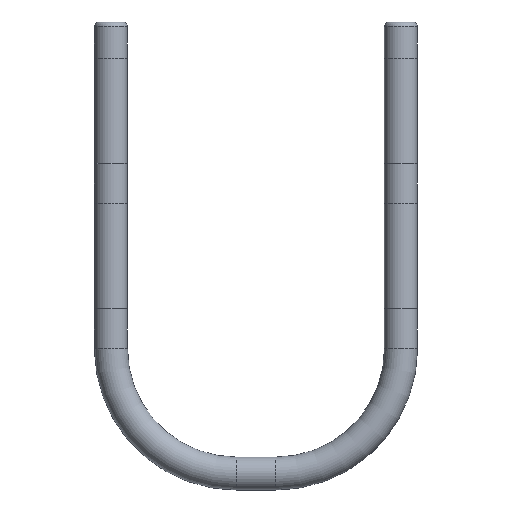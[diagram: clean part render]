
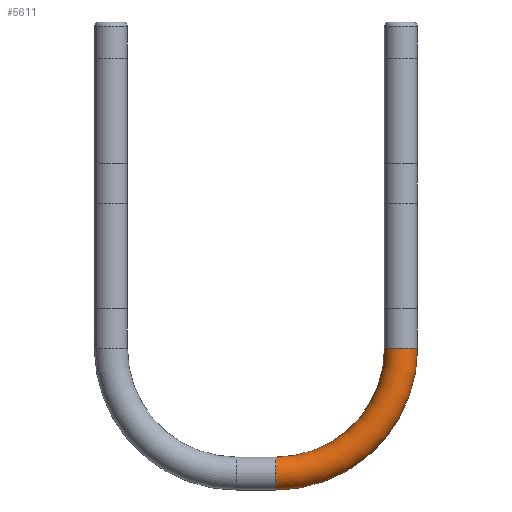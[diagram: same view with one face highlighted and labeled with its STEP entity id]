
A CAD part, top view. The second image highlights one B-rep face of the part: STEP entity #5611.
In plain terms, the highlighted toroidal (fillet/blend) face has major radius 94.8 mm and minor radius 12.5 mm.
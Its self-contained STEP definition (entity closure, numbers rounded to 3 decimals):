
#132=TOROIDAL_SURFACE('',#41764,94.8,12.5);
#1920=FACE_OUTER_BOUND('',#11417,.T.);
#5611=ADVANCED_FACE('',(#1920),#132,.T.);
#8290=CIRCLE('',#41758,12.5);
#8291=CIRCLE('',#41760,12.5);
#8292=CIRCLE('',#41762,82.3);
#8293=CIRCLE('',#41763,107.3);
#11417=EDGE_LOOP('',(#17920,#17921,#17922,#17923));
#17920=ORIENTED_EDGE('',*,*,#30654,.F.);
#17921=ORIENTED_EDGE('',*,*,#30656,.T.);
#17922=ORIENTED_EDGE('',*,*,#30652,.T.);
#17923=ORIENTED_EDGE('',*,*,#30657,.T.);
#26006=VERTEX_POINT('',#67242);
#26007=VERTEX_POINT('',#67244);
#26008=VERTEX_POINT('',#67248);
#26009=VERTEX_POINT('',#67250);
#30652=EDGE_CURVE('',#26006,#26007,#8290,.T.);
#30654=EDGE_CURVE('',#26008,#26009,#8291,.T.);
#30656=EDGE_CURVE('',#26008,#26006,#8292,.T.);
#30657=EDGE_CURVE('',#26007,#26009,#8293,.T.);
#41758=AXIS2_PLACEMENT_3D('',#67245,#49592,#49593);
#41760=AXIS2_PLACEMENT_3D('',#67249,#49597,#49598);
#41762=AXIS2_PLACEMENT_3D('',#67253,#49602,#49603);
#41763=AXIS2_PLACEMENT_3D('',#67254,#49604,#49605);
#41764=AXIS2_PLACEMENT_3D('',#67255,#49606,#49607);
#49592=DIRECTION('',(1.,0.,0.));
#49593=DIRECTION('',(0.,1.,0.));
#49597=DIRECTION('',(0.,1.,0.));
#49598=DIRECTION('',(-1.,0.,0.));
#49602=DIRECTION('',(0.,0.,-1.));
#49603=DIRECTION('',(0.,1.,0.));
#49604=DIRECTION('',(0.,0.,1.));
#49605=DIRECTION('',(0.,1.,0.));
#49606=DIRECTION('',(0.,0.,-1.));
#49607=DIRECTION('',(0.,1.,0.));
#67242=CARTESIAN_POINT('',(125.075,12.473,0.));
#67244=CARTESIAN_POINT('',(125.075,-12.527,0.));
#67245=CARTESIAN_POINT('',(125.075,-0.027,0.));
#67248=CARTESIAN_POINT('',(207.35,94.748,0.));
#67249=CARTESIAN_POINT('',(219.85,94.748,0.));
#67250=CARTESIAN_POINT('',(232.35,94.748,0.));
#67253=CARTESIAN_POINT('',(125.05,94.773,0.));
#67254=CARTESIAN_POINT('',(125.05,94.773,0.));
#67255=CARTESIAN_POINT('',(125.05,94.773,0.));
